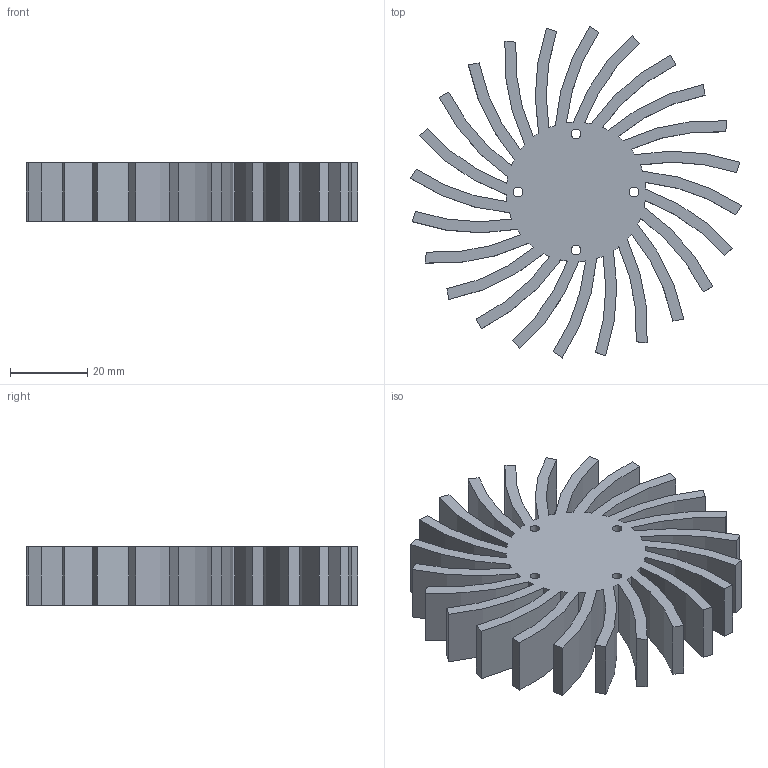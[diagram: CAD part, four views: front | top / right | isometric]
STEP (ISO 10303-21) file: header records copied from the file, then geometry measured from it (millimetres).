
FILE_DESCRIPTION(('FreeCAD Model'),'2;1');
FILE_NAME('radiator.step', '2020-04-28T10:57:41',('Author'),(''), 'Open CASCADE STEP processor 7.3','FreeCAD','Unknown');
FILE_SCHEMA(('AUTOMOTIVE_DESIGN { 1 0 10303 214 1 1 1 1 }'));
Length unit declared in the file: millimetre
Products named in the file (1): Body
Bounding box: 85.71 x 85.71 x 15 mm (x, y, z)
Volume: 41809 mm3; surface area: 26634.8 mm2
Topology: 1 solids, 1 shells, 102 faces, 300 edges, 200 vertices
Faces by surface type: cylinder 76, plane 26
Full cylindrical faces by diameter (mm): 2.5 x4
Entity records: 7641 total; most frequent: CARTESIAN_POINT 1659, DIRECTION 1182, ORIENTED_EDGE 600, PCURVE 600, DEFINITIONAL_REPRESENTATION 600, LINE 596, VECTOR 596, EDGE_CURVE 300
